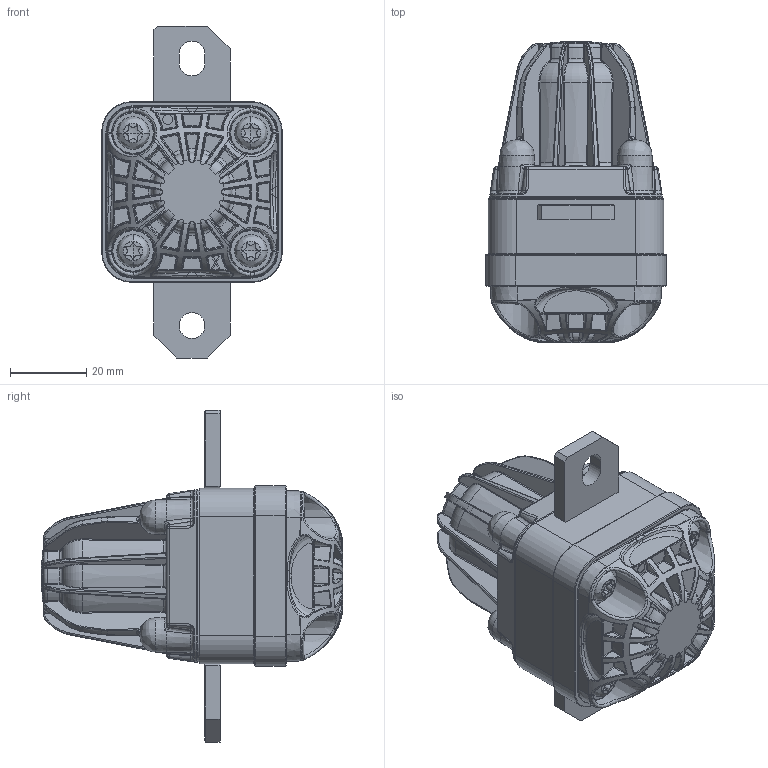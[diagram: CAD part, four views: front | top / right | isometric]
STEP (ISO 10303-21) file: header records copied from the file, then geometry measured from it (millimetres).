
FILE_DESCRIPTION((''),'2;1');
FILE_NAME('9902416_KZ','2023-11-29T09:06:50',('minterho'),(''),'CREO PARAMETRIC BY PTC INC, 2022414','CREO PARAMETRIC BY PTC INC, 2022414','');
FILE_SCHEMA(('AP242_MANAGED_MODEL_BASED_3D_ENGINEERING_MIM_LF { 1 0 10303 442 1 1 4 }'));
Products named in the file (1): 9902416_KZ
Bounding box: 47.3 x 78.9 x 87 mm (x, y, z)
Volume: 105359 mm3; surface area: 24075.1 mm2
Topology: 1 solids, 1 shells, 2754 faces, 6635 edges, 3895 vertices
Faces by surface type: bspline 1141, plane 521, cylinder 432, torus 320, cone 195, sphere 112, extrusion 33
Entity records: 184550 total; most frequent: CARTESIAN_POINT 89420, ORIENTED_EDGE 13222, DIRECTION 9703, PRESENTATION_STYLE_ASSIGNMENT 9379, STYLED_ITEM 6645, CURVE_STYLE 6644, EDGE_CURVE 6611, AXIS2_PLACEMENT_3D 4090
